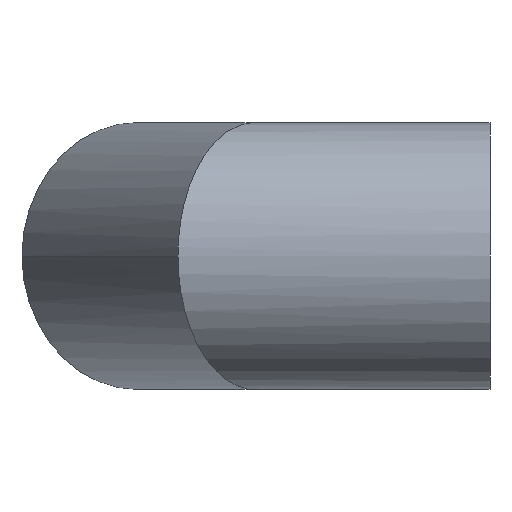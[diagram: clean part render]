
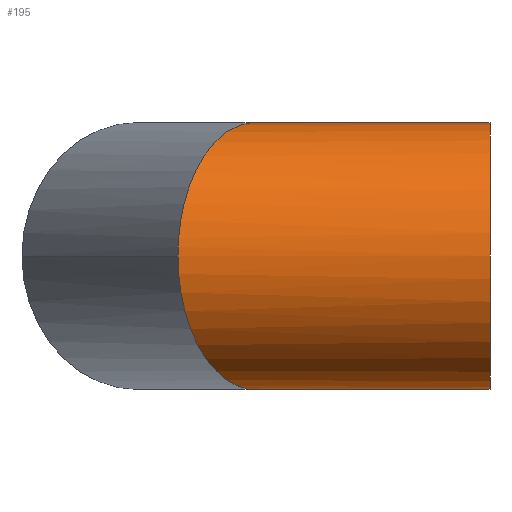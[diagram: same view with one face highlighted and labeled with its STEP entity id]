
A CAD part, left-side view. The second image highlights one B-rep face of the part: STEP entity #195.
In plain terms, the highlighted cylindrical face has radius 157.5 mm (diameter 315 mm), a partial arc.
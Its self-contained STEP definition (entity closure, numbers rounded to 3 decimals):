
#11 = EDGE_LOOP ( 'NONE', ( #69, #331, #296, #94, #328 ) ) ;
#20 = FACE_OUTER_BOUND ( 'NONE', #11, .T. ) ;
#40 = VERTEX_POINT ( 'NONE', #120 ) ;
#44 = AXIS2_PLACEMENT_3D ( 'NONE', #80, #192, #326 ) ;
#45 = CARTESIAN_POINT ( 'NONE',  ( 0., 277.333, 157.5 ) ) ;
#58 = EDGE_CURVE ( 'NONE', #303, #336, #105, .T. ) ;
#69 = ORIENTED_EDGE ( 'NONE', *, *, #332, .F. ) ;
#80 = CARTESIAN_POINT ( 'NONE',  ( 0., 0., 0. ) ) ;
#81 = EDGE_CURVE ( 'NONE', #140, #303, #285, .T. ) ;
#94 = ORIENTED_EDGE ( 'NONE', *, *, #81, .T. ) ;
#102 = CARTESIAN_POINT ( 'NONE',  ( 0., 277.333, 157.5 ) ) ;
#105 =( BOUNDED_CURVE ( )  B_SPLINE_CURVE ( 3, ( #107, #251, #131, #288 ),
 .UNSPECIFIED., .F., .T. ) 
 B_SPLINE_CURVE_WITH_KNOTS ( ( 4, 4 ),
 ( 0., 1.571 ),
 .UNSPECIFIED. ) 
 CURVE ( )  GEOMETRIC_REPRESENTATION_ITEM ( )  RATIONAL_B_SPLINE_CURVE ( ( 1., 0.805, 0.805, 1. ) ) 
 REPRESENTATION_ITEM ( '' )  );
#107 = CARTESIAN_POINT ( 'NONE',  ( -157.5, 368.266, 0. ) ) ;
#113 = CARTESIAN_POINT ( 'NONE',  ( 0., 277.333, -157.5 ) ) ;
#120 = CARTESIAN_POINT ( 'NONE',  ( 0., 0., -157.5 ) ) ;
#131 = CARTESIAN_POINT ( 'NONE',  ( -92.261, 330.6, -157.5 ) ) ;
#139 = DIRECTION ( 'NONE',  ( 0., 1., 0. ) ) ;
#140 = VERTEX_POINT ( 'NONE', #45 ) ;
#143 = CARTESIAN_POINT ( 'NONE',  ( -157.5, 368.266, 0. ) ) ;
#150 = VECTOR ( 'NONE', #294, 1000. ) ;
#154 = VERTEX_POINT ( 'NONE', #286 ) ;
#161 = DIRECTION ( 'NONE',  ( 0., 1., 0. ) ) ;
#162 = EDGE_CURVE ( 'NONE', #40, #154, #218, .T. ) ;
#175 = AXIS2_PLACEMENT_3D ( 'NONE', #352, #161, #227 ) ;
#192 = DIRECTION ( 'NONE',  ( 0., 1., 0. ) ) ;
#195 = ADVANCED_FACE ( 'NONE', ( #20 ), #353, .T. ) ;
#202 = CARTESIAN_POINT ( 'NONE',  ( 0., 0., 157.5 ) ) ;
#218 = CIRCLE ( 'NONE', #175, 157.5 ) ;
#222 = CARTESIAN_POINT ( 'NONE',  ( -92.261, 330.6, 157.5 ) ) ;
#227 = DIRECTION ( 'NONE',  ( 0., 0., 1. ) ) ;
#229 = CARTESIAN_POINT ( 'NONE',  ( 0., 0., -157.5 ) ) ;
#236 = EDGE_CURVE ( 'NONE', #154, #140, #262, .T. ) ;
#240 = VECTOR ( 'NONE', #139, 1000. ) ;
#251 = CARTESIAN_POINT ( 'NONE',  ( -157.5, 368.266, -92.261 ) ) ;
#255 = CARTESIAN_POINT ( 'NONE',  ( -157.5, 368.266, 0. ) ) ;
#262 = LINE ( 'NONE', #202, #150 ) ;
#285 =( BOUNDED_CURVE ( )  B_SPLINE_CURVE ( 3, ( #102, #222, #351, #255 ),
 .UNSPECIFIED., .F., .T. ) 
 B_SPLINE_CURVE_WITH_KNOTS ( ( 4, 4 ),
 ( 4.712, 6.283 ),
 .UNSPECIFIED. ) 
 CURVE ( )  GEOMETRIC_REPRESENTATION_ITEM ( )  RATIONAL_B_SPLINE_CURVE ( ( 1., 0.805, 0.805, 1. ) ) 
 REPRESENTATION_ITEM ( '' )  );
#286 = CARTESIAN_POINT ( 'NONE',  ( 0., 0., 157.5 ) ) ;
#288 = CARTESIAN_POINT ( 'NONE',  ( 0., 277.333, -157.5 ) ) ;
#294 = DIRECTION ( 'NONE',  ( 0., 1., 0. ) ) ;
#296 = ORIENTED_EDGE ( 'NONE', *, *, #236, .T. ) ;
#303 = VERTEX_POINT ( 'NONE', #143 ) ;
#326 = DIRECTION ( 'NONE',  ( 0., 0., 1. ) ) ;
#328 = ORIENTED_EDGE ( 'NONE', *, *, #58, .T. ) ;
#330 = LINE ( 'NONE', #229, #240 ) ;
#331 = ORIENTED_EDGE ( 'NONE', *, *, #162, .T. ) ;
#332 = EDGE_CURVE ( 'NONE', #40, #336, #330, .T. ) ;
#336 = VERTEX_POINT ( 'NONE', #113 ) ;
#351 = CARTESIAN_POINT ( 'NONE',  ( -157.5, 368.266, 92.261 ) ) ;
#352 = CARTESIAN_POINT ( 'NONE',  ( 0., 0., 0. ) ) ;
#353 = CYLINDRICAL_SURFACE ( 'NONE', #44, 157.5 ) ;
